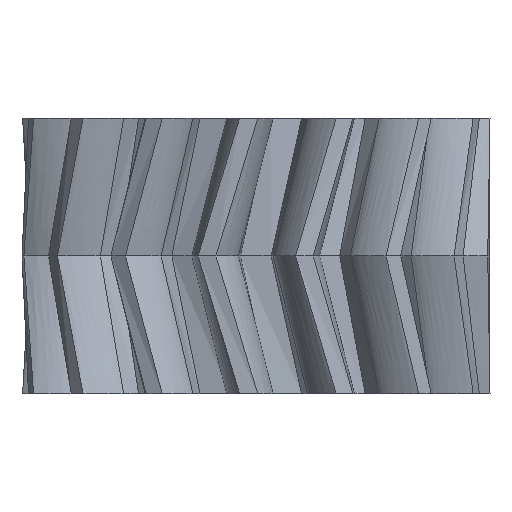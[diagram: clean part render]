
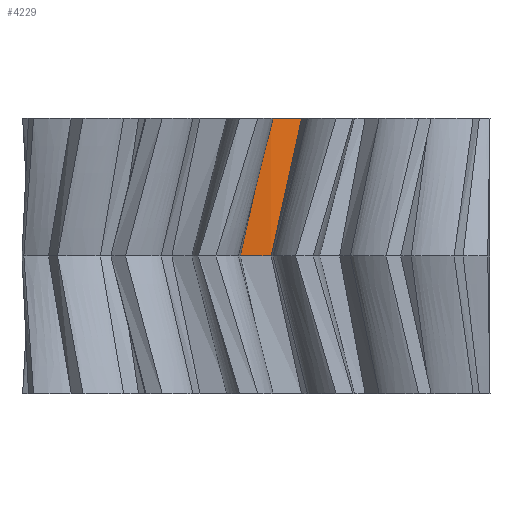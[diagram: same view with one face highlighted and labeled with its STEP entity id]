
A CAD part, left-side view. The second image highlights one B-rep face of the part: STEP entity #4229.
In plain terms, the highlighted free-form (B-spline) face has degree [1, 5] with [2, 6] control points.
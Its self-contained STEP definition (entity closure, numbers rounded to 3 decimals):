
#4195 = VERTEX_POINT('',#4196);
#4196 = CARTESIAN_POINT('',(-6.225,0.561,5.));
#4201 = EDGE_CURVE('',#4195,#4202,#4204,.T.);
#4202 = VERTEX_POINT('',#4203);
#4203 = CARTESIAN_POINT('',(-6.225,-0.556,
    10.));
#4204 = B_SPLINE_CURVE_WITH_KNOTS('',5,(#4205,#4206,#4207,#4208,#4209,
    #4210),.UNSPECIFIED.,.F.,.F.,(6,6),(0.,5.003),
  .PIECEWISE_BEZIER_KNOTS.);
#4205 = CARTESIAN_POINT('',(-6.225,0.561,5.));
#4206 = CARTESIAN_POINT('',(-6.245,0.337,
    6.001));
#4207 = CARTESIAN_POINT('',(-6.255,0.114,
    7.));
#4208 = CARTESIAN_POINT('',(-6.255,-0.109,
    8.));
#4209 = CARTESIAN_POINT('',(-6.245,-0.332,
    9.));
#4210 = CARTESIAN_POINT('',(-6.225,-0.556,
    10.));
#4229 = ADVANCED_FACE('',(#4230),#4256,.T.);
#4230 = FACE_BOUND('',#4231,.T.);
#4231 = EDGE_LOOP('',(#4232,#4233,#4240,#4251));
#4232 = ORIENTED_EDGE('',*,*,#4201,.F.);
#4233 = ORIENTED_EDGE('',*,*,#4234,.T.);
#4234 = EDGE_CURVE('',#4195,#4235,#4237,.T.);
#4235 = VERTEX_POINT('',#4236);
#4236 = CARTESIAN_POINT('',(-6.225,-0.561,5.));
#4237 = B_SPLINE_CURVE_WITH_KNOTS('',1,(#4238,#4239),.UNSPECIFIED.,.F.,
  .F.,(2,2),(0.,1.121),.PIECEWISE_BEZIER_KNOTS.);
#4238 = CARTESIAN_POINT('',(-6.225,0.561,5.));
#4239 = CARTESIAN_POINT('',(-6.225,-0.561,5.));
#4240 = ORIENTED_EDGE('',*,*,#4241,.T.);
#4241 = EDGE_CURVE('',#4235,#4242,#4244,.T.);
#4242 = VERTEX_POINT('',#4243);
#4243 = CARTESIAN_POINT('',(-6.026,-1.659,
    10.));
#4244 = B_SPLINE_CURVE_WITH_KNOTS('',5,(#4245,#4246,#4247,#4248,#4249,
    #4250),.UNSPECIFIED.,.F.,.F.,(6,6),(0.,5.003),
  .PIECEWISE_BEZIER_KNOTS.);
#4245 = CARTESIAN_POINT('',(-6.225,-0.561,5.));
#4246 = CARTESIAN_POINT('',(-6.205,-0.785,
    6.001));
#4247 = CARTESIAN_POINT('',(-6.175,-1.006,
    7.));
#4248 = CARTESIAN_POINT('',(-6.135,-1.225,
    8.));
#4249 = CARTESIAN_POINT('',(-6.085,-1.442,
    9.));
#4250 = CARTESIAN_POINT('',(-6.026,-1.659,
    10.));
#4251 = ORIENTED_EDGE('',*,*,#4252,.F.);
#4252 = EDGE_CURVE('',#4202,#4242,#4253,.T.);
#4253 = B_SPLINE_CURVE_WITH_KNOTS('',1,(#4254,#4255),.UNSPECIFIED.,.F.,
  .F.,(2,2),(0.,1.121),.PIECEWISE_BEZIER_KNOTS.);
#4254 = CARTESIAN_POINT('',(-6.225,-0.556,
    10.));
#4255 = CARTESIAN_POINT('',(-6.026,-1.659,
    10.));
#4256 = B_SPLINE_SURFACE_WITH_KNOTS('',1,5,(
    (#4257,#4258,#4259,#4260,#4261,#4262)
    ,(#4263,#4264,#4265,#4266,#4267,#4268
    )),.UNSPECIFIED.,.F.,.F.,.F.,(2,2),(6,6),(0.,1.121),(0.,
    5.003),.PIECEWISE_BEZIER_KNOTS.);
#4257 = CARTESIAN_POINT('',(-6.225,0.561,5.));
#4258 = CARTESIAN_POINT('',(-6.245,0.337,
    6.001));
#4259 = CARTESIAN_POINT('',(-6.255,0.114,
    7.));
#4260 = CARTESIAN_POINT('',(-6.255,-0.109,
    8.));
#4261 = CARTESIAN_POINT('',(-6.245,-0.332,
    9.));
#4262 = CARTESIAN_POINT('',(-6.225,-0.556,
    10.));
#4263 = CARTESIAN_POINT('',(-6.225,-0.561,5.));
#4264 = CARTESIAN_POINT('',(-6.205,-0.785,
    6.001));
#4265 = CARTESIAN_POINT('',(-6.175,-1.006,
    7.));
#4266 = CARTESIAN_POINT('',(-6.135,-1.225,
    8.));
#4267 = CARTESIAN_POINT('',(-6.085,-1.442,
    9.));
#4268 = CARTESIAN_POINT('',(-6.026,-1.659,
    10.));
